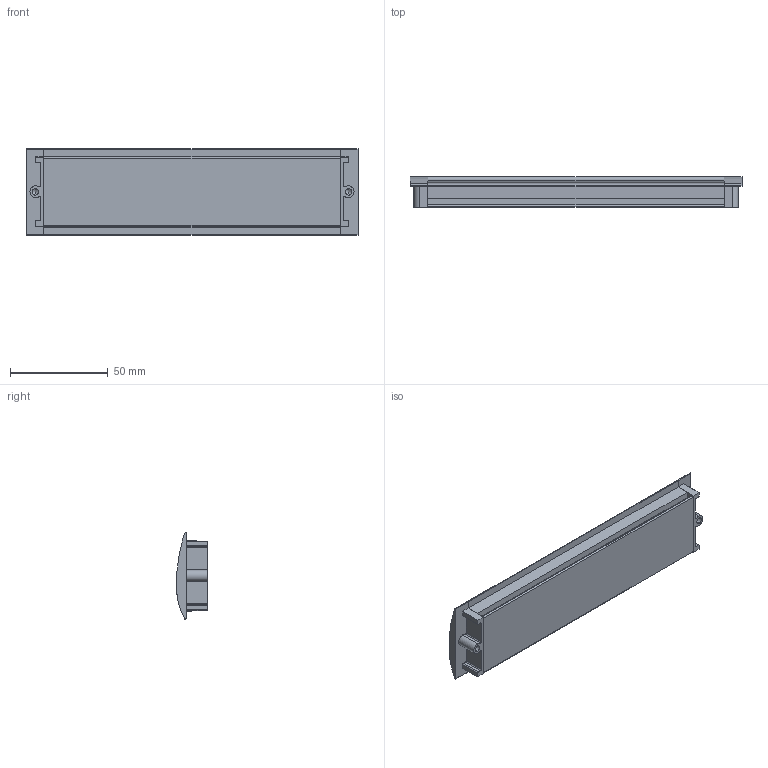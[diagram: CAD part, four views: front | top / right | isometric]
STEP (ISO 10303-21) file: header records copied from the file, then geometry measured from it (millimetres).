
FILE_DESCRIPTION (( 'STEP AP214' ), '1' );
FILE_NAME ('F001699,F001701,F001703_3D.step', '2022-06-10T07:01:22', ( '' ), ( '' ), 'SwSTEP 2.0', 'SolidWorks 2020', '' );
FILE_SCHEMA (( 'AUTOMOTIVE_DESIGN' ));
Length unit declared in the file: millimetre
Products named in the file (1): F001699,F001701,F001703_3D
Bounding box: 169.5 x 15.8 x 44.2 mm (x, y, z)
Volume: 25162.7 mm3; surface area: 28473.5 mm2
Topology: 3 solids, 3 shells, 101 faces, 281 edges, 184 vertices
Faces by surface type: cylinder 52, plane 41, cone 4, bspline 4
Entity records: 4454 total; most frequent: CARTESIAN_POINT 663, DIRECTION 565, ORIENTED_EDGE 554, EDGE_CURVE 277, AXIS2_PLACEMENT_3D 202, VERTEX_POINT 184, LINE 161, VECTOR 161
